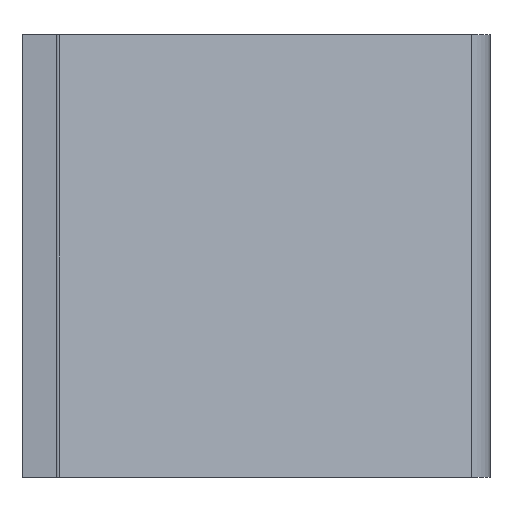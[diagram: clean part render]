
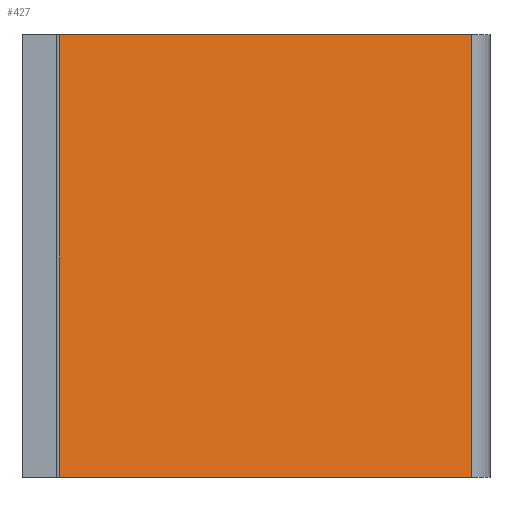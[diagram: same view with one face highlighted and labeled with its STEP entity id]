
A CAD part, left-side view. The second image highlights one B-rep face of the part: STEP entity #427.
In plain terms, the highlighted planar face has unit normal (-0.866, -0.5, 0).
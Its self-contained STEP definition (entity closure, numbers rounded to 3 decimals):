
#27=PLANE('',#475);
#47=FACE_OUTER_BOUND('',#71,.T.);
#71=EDGE_LOOP('',(#343,#344,#345,#346));
#111=LINE('',#696,#155);
#112=LINE('',#699,#156);
#113=LINE('',#701,#157);
#114=LINE('',#702,#158);
#155=VECTOR('',#571,10.);
#156=VECTOR('',#574,10.);
#157=VECTOR('',#575,10.);
#158=VECTOR('',#576,10.);
#213=VERTEX_POINT('',#692);
#214=VERTEX_POINT('',#694);
#215=VERTEX_POINT('',#698);
#216=VERTEX_POINT('',#700);
#267=EDGE_CURVE('',#213,#214,#111,.T.);
#268=EDGE_CURVE('',#215,#213,#112,.T.);
#269=EDGE_CURVE('',#216,#214,#113,.T.);
#270=EDGE_CURVE('',#215,#216,#114,.T.);
#343=ORIENTED_EDGE('',*,*,#268,.T.);
#344=ORIENTED_EDGE('',*,*,#267,.T.);
#345=ORIENTED_EDGE('',*,*,#269,.F.);
#346=ORIENTED_EDGE('',*,*,#270,.F.);
#427=ADVANCED_FACE('',(#47),#27,.T.);
#475=AXIS2_PLACEMENT_3D('',#697,#572,#573);
#571=DIRECTION('',(0.,0.,1.));
#572=DIRECTION('center_axis',(-0.866,-0.5,0.));
#573=DIRECTION('ref_axis',(0.5,-0.866,0.));
#574=DIRECTION('',(0.5,-0.866,0.));
#575=DIRECTION('',(0.5,-0.866,0.));
#576=DIRECTION('',(0.,0.,1.));
#692=CARTESIAN_POINT('',(-121.083,89.724,-469.98));
#694=CARTESIAN_POINT('',(-121.083,89.724,-431.88));
#696=CARTESIAN_POINT('',(-121.083,89.724,-469.98));
#697=CARTESIAN_POINT('Origin',(-141.572,125.212,-469.98));
#698=CARTESIAN_POINT('',(-141.572,125.212,-469.98));
#699=CARTESIAN_POINT('',(-141.572,125.212,-469.98));
#700=CARTESIAN_POINT('',(-141.572,125.212,-431.88));
#701=CARTESIAN_POINT('',(-141.572,125.212,-431.88));
#702=CARTESIAN_POINT('',(-141.572,125.212,-469.98));
